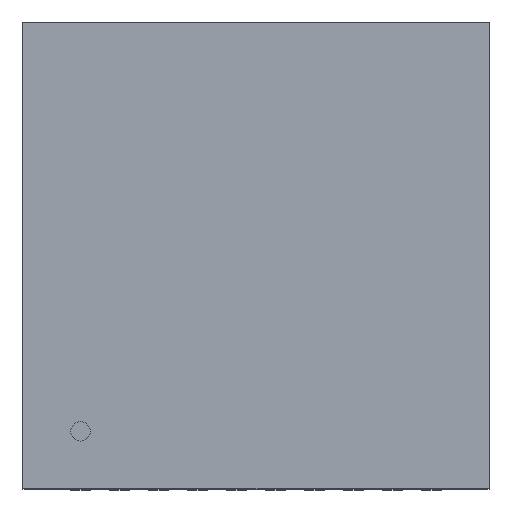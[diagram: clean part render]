
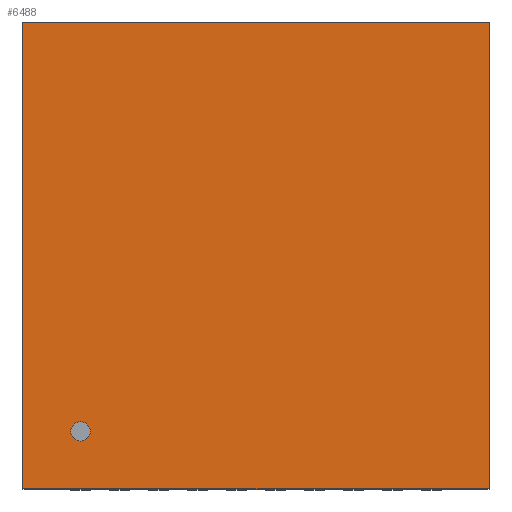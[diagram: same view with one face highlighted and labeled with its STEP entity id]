
A CAD part, top view. The second image highlights one B-rep face of the part: STEP entity #6488.
In plain terms, the highlighted planar face has unit normal (0, 0, 1).
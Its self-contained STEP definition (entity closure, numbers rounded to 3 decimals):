
#1556 = EDGE_CURVE('',#1557,#1559,#1561,.T.);
#1557 = VERTEX_POINT('',#1558);
#1558 = CARTESIAN_POINT('',(-2.988,-2.988,1.025));
#1559 = VERTEX_POINT('',#1560);
#1560 = CARTESIAN_POINT('',(-2.988,2.988,1.025));
#1561 = LINE('',#1562,#1563);
#1562 = CARTESIAN_POINT('',(-2.988,-2.988,1.025));
#1563 = VECTOR('',#1564,1.);
#1564 = DIRECTION('',(0.,1.,0.));
#2799 = EDGE_CURVE('',#1559,#2800,#2802,.T.);
#2800 = VERTEX_POINT('',#2801);
#2801 = CARTESIAN_POINT('',(2.988,2.988,1.025));
#2802 = LINE('',#2803,#2804);
#2803 = CARTESIAN_POINT('',(-2.988,2.988,1.025));
#2804 = VECTOR('',#2805,1.);
#2805 = DIRECTION('',(1.,0.,0.));
#4031 = EDGE_CURVE('',#4032,#2800,#4034,.T.);
#4032 = VERTEX_POINT('',#4033);
#4033 = CARTESIAN_POINT('',(2.988,-2.988,1.025));
#4034 = LINE('',#4035,#4036);
#4035 = CARTESIAN_POINT('',(2.988,-2.988,1.025));
#4036 = VECTOR('',#4037,1.);
#4037 = DIRECTION('',(0.,1.,0.));
#5267 = EDGE_CURVE('',#1557,#4032,#5268,.T.);
#5268 = LINE('',#5269,#5270);
#5269 = CARTESIAN_POINT('',(-2.988,-2.988,1.025));
#5270 = VECTOR('',#5271,1.);
#5271 = DIRECTION('',(1.,0.,0.));
#6488 = ADVANCED_FACE('',(#6489,#6495),#6506,.T.);
#6489 = FACE_BOUND('',#6490,.T.);
#6490 = EDGE_LOOP('',(#6491,#6492,#6493,#6494));
#6491 = ORIENTED_EDGE('',*,*,#1556,.F.);
#6492 = ORIENTED_EDGE('',*,*,#5267,.T.);
#6493 = ORIENTED_EDGE('',*,*,#4031,.T.);
#6494 = ORIENTED_EDGE('',*,*,#2799,.F.);
#6495 = FACE_BOUND('',#6496,.T.);
#6496 = EDGE_LOOP('',(#6497));
#6497 = ORIENTED_EDGE('',*,*,#6498,.T.);
#6498 = EDGE_CURVE('',#6499,#6499,#6501,.T.);
#6499 = VERTEX_POINT('',#6500);
#6500 = CARTESIAN_POINT('',(-2.125,-2.25,1.025));
#6501 = CIRCLE('',#6502,0.125);
#6502 = AXIS2_PLACEMENT_3D('',#6503,#6504,#6505);
#6503 = CARTESIAN_POINT('',(-2.25,-2.25,1.025));
#6504 = DIRECTION('',(0.,0.,-1.));
#6505 = DIRECTION('',(1.,0.,0.));
#6506 = PLANE('',#6507);
#6507 = AXIS2_PLACEMENT_3D('',#6508,#6509,#6510);
#6508 = CARTESIAN_POINT('',(-2.988,-2.988,1.025));
#6509 = DIRECTION('',(0.,0.,1.));
#6510 = DIRECTION('',(1.,0.,0.));
